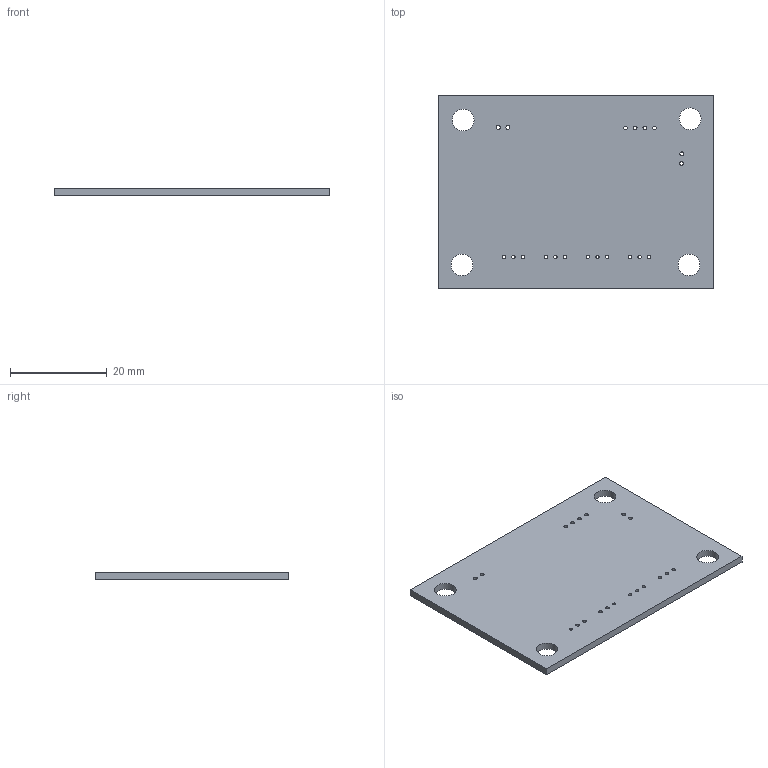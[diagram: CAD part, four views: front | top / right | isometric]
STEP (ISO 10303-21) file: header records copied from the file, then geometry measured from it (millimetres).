
FILE_DESCRIPTION(('KiCad electronic assembly'),'2;1');
FILE_NAME('HallEffectManager.step','2025-05-21T18:46:21',('Pcbnew'),( 'Kicad'),'Open CASCADE STEP processor 7.8','KiCad to STEP converter' ,'Unknown');
FILE_SCHEMA(('AUTOMOTIVE_DESIGN { 1 0 10303 214 1 1 1 1 }'));
Length unit declared in the file: millimetre
Products named in the file (2): HallEffectManager 1; HallEffectManager_PCB
Assembly tree (1 placements, depth 2):
  HallEffectManager 1
    HallEffectManager_PCB
Bounding box: 57.1 x 40.1 x 1.51 mm (x, y, z)
Volume: 3348.3 mm3; surface area: 4884.2 mm2
Topology: 1 solids, 1 shells, 30 faces, 84 edges, 56 vertices
Faces by surface type: cylinder 24, plane 6
Full cylindrical faces by diameter (mm): 0.711 x12, 0.762 x4, 0.813 x4, 4.5 x4
Entity records: 1129 total; most frequent: DIRECTION 196, CARTESIAN_POINT 172, ORIENTED_EDGE 168, EDGE_CURVE 84, AXIS2_PLACEMENT_3D 80, FACE_BOUND 78, EDGE_LOOP 78, VERTEX_POINT 56
